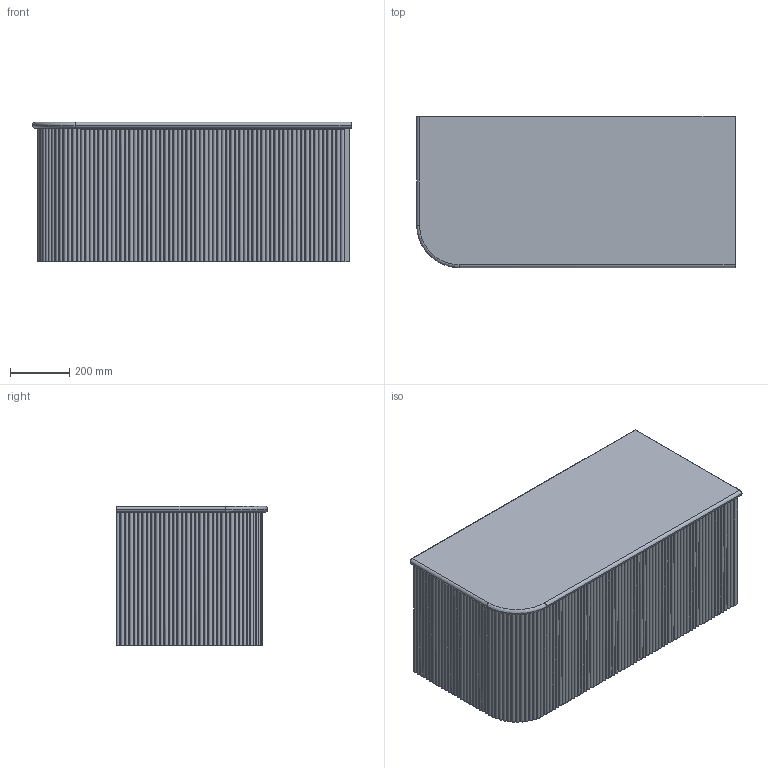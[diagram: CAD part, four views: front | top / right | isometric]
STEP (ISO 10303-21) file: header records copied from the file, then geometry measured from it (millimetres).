
FILE_DESCRIPTION(/* description */ (''),/* implementation_level */ '2;1');
FILE_NAME(/* name */ 'Kado Neue Fluted Single Curve 1050 (20MM)',/* time_stamp */ '2025-07-09T15:06:16+10:00',/* author */ (''),/* organization */ (''),/* preprocessor_version */ 'ST-DEVELOPER v16.5',/* originating_system */ '',/* authorisation */ '');
FILE_SCHEMA (('AUTOMOTIVE_DESIGN'));
Length unit declared in the file: millimetre
Products named in the file (13): Document; Kado Neue Fluted Single Curve 900 (20MM); Kado Neue Fluted Single Curve ALL Benchtops18; Kado Neue Fluted Single Curve Benchtop (20MM) ALL; Kado Neue Fluted Single Curve 1050 Benchtop (20MM)15; Kado Neue Fluted Single Curve 1050 Benchtop (20MM); Kado Neue Fluted Single Curve ALL19; Kado Neue Fluted Single Curve 105017; Kado Neue Fluted End1314; Kado Neue Fluted Panel 44316; Kado Neue Fluted Panel 443345; Kado Neue Fluted Carcass 12008; Kado Neue Fluted Filler10
Assembly tree (13 placements, depth 6):
  Document
    Kado Neue Fluted Single Curve 900 (20MM)
      Kado Neue Fluted Single Curve ALL Benchtops18
        Kado Neue Fluted Single Curve Benchtop (20MM) ALL
          Kado Neue Fluted Single Curve 1050 Benchtop (20MM)15
            Kado Neue Fluted Single Curve 1050 Benchtop (20MM)
      Kado Neue Fluted Single Curve ALL19
        Kado Neue Fluted Single Curve 105017
          Kado Neue Fluted End1314
          Kado Neue Fluted Panel 44316  x2
            Kado Neue Fluted Panel 443345
          Kado Neue Fluted Carcass 12008
          Kado Neue Fluted Filler10
Bounding box: 1075 x 510.05 x 470 mm (x, y, z)
Volume: 72406698.8 mm3; surface area: 6543530.6 mm2
Topology: 11 solids, 11 shells, 481 faces, 1365 edges, 904 vertices
Faces by surface type: cylinder 311, plane 162, bspline 8
Entity records: 11254 total; most frequent: CARTESIAN_POINT 4359, ORIENTED_EDGE 2006, EDGE_CURVE 1003, VERTEX_POINT 664, B_SPLINE_CURVE_WITH_KNOTS 548, DIRECTION 413, AXIS2_PLACEMENT_3D 382, ADVANCED_FACE 359
